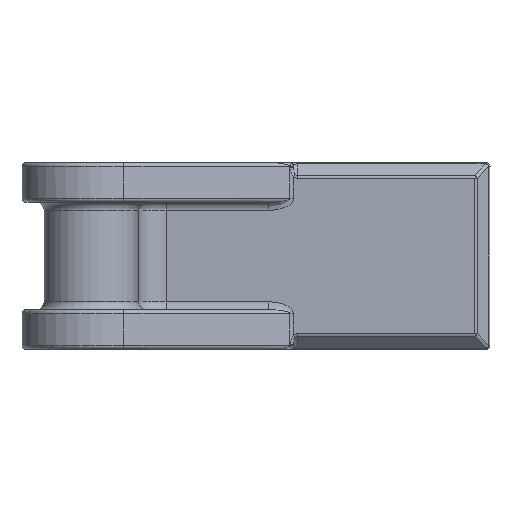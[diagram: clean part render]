
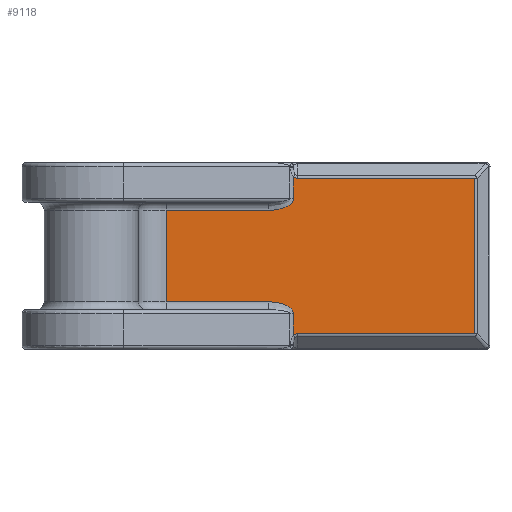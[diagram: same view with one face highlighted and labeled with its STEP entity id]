
A CAD part, left-side view. The second image highlights one B-rep face of the part: STEP entity #9118.
In plain terms, the highlighted planar face has unit normal (-1, 0, 0).
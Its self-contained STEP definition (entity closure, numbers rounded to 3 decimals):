
#704 = EDGE_CURVE ( 'NONE', #11046, #9590, #11098, .T. ) ;
#1063 = ORIENTED_EDGE ( 'NONE', *, *, #1773, .T. ) ;
#1076 = CARTESIAN_POINT ( 'NONE',  ( 5.459, -6.116, -11.5 ) ) ;
#1198 = CARTESIAN_POINT ( 'NONE',  ( 5.458, -38.171, -14.5 ) ) ;
#1306 = ORIENTED_EDGE ( 'NONE', *, *, #17298, .T. ) ;
#1421 = VERTEX_POINT ( 'NONE', #16417 ) ;
#1448 = CARTESIAN_POINT ( 'NONE',  ( 5.458, -38.171, -14.5 ) ) ;
#1514 =( BOUNDED_CURVE ( )  B_SPLINE_CURVE ( 3, ( #7287, #8609, #2000, #10141 ),
 .UNSPECIFIED., .F., .F. ) 
 B_SPLINE_CURVE_WITH_KNOTS ( ( 4, 4 ),
 ( 2.618, 3.142 ),
 .UNSPECIFIED. ) 
 CURVE ( )  GEOMETRIC_REPRESENTATION_ITEM ( )  RATIONAL_B_SPLINE_CURVE ( ( 1., 0.977, 0.977, 1. ) ) 
 REPRESENTATION_ITEM ( '' )  );
#1543 = VERTEX_POINT ( 'NONE', #13046 ) ;
#1620 = ORIENTED_EDGE ( 'NONE', *, *, #704, .T. ) ;
#1773 = EDGE_CURVE ( 'NONE', #1421, #7761, #11278, .T. ) ;
#2000 = CARTESIAN_POINT ( 'NONE',  ( 5.458, -38.817, -19.586 ) ) ;
#2301 = CARTESIAN_POINT ( 'NONE',  ( 5.458, -39.171, 19.586 ) ) ;
#2335 = ORIENTED_EDGE ( 'NONE', *, *, #4255, .T. ) ;
#2664 = CARTESIAN_POINT ( 'NONE',  ( 5.458, -37.666, -11.5 ) ) ;
#2751 = CARTESIAN_POINT ( 'NONE',  ( 5.458, -38.171, 14.5 ) ) ;
#2934 = CARTESIAN_POINT ( 'NONE',  ( 5.458, -38.171, 19.965 ) ) ;
#3001 = EDGE_CURVE ( 'NONE', #11363, #15819, #4644, .T. ) ;
#3002 = CARTESIAN_POINT ( 'NONE',  ( 5.458, -38.817, 19.586 ) ) ;
#3035 = VECTOR ( 'NONE', #9023, 1000. ) ;
#3550 = ORIENTED_EDGE ( 'NONE', *, *, #5824, .T. ) ;
#3582 = LINE ( 'NONE', #7054, #9127 ) ;
#3713 = DIRECTION ( 'NONE',  ( 0., 1., 0. ) ) ;
#3874 = LINE ( 'NONE', #11539, #9642 ) ;
#4255 = EDGE_CURVE ( 'NONE', #7761, #10206, #8028, .T. ) ;
#4414 = CARTESIAN_POINT ( 'NONE',  ( 5.458, -37.666, 11.5 ) ) ;
#4430 = DIRECTION ( 'NONE',  ( 0., -1., 0. ) ) ;
#4488 = EDGE_CURVE ( 'NONE', #5963, #10393, #11742, .T. ) ;
#4644 =( BOUNDED_CURVE ( )  B_SPLINE_CURVE ( 3, ( #2751, #6780, #10914, #17496 ),
 .UNSPECIFIED., .F., .F. ) 
 B_SPLINE_CURVE_WITH_KNOTS ( ( 4, 4 ),
 ( 0., 1.571 ),
 .UNSPECIFIED. ) 
 CURVE ( )  GEOMETRIC_REPRESENTATION_ITEM ( )  RATIONAL_B_SPLINE_CURVE ( ( 1., 0.805, 0.805, 1. ) ) 
 REPRESENTATION_ITEM ( '' )  );
#5116 = EDGE_CURVE ( 'NONE', #10206, #5963, #17431, .T. ) ;
#5185 = VERTEX_POINT ( 'NONE', #7253 ) ;
#5454 = DIRECTION ( 'NONE',  ( 0., -1., 0. ) ) ;
#5643 = CARTESIAN_POINT ( 'NONE',  ( 5.458, -37.666, 19.586 ) ) ;
#5824 = EDGE_CURVE ( 'NONE', #10393, #11363, #8985, .T. ) ;
#5963 = VERTEX_POINT ( 'NONE', #2301 ) ;
#6145 = VECTOR ( 'NONE', #4430, 1000. ) ;
#6413 = LINE ( 'NONE', #4414, #11722 ) ;
#6711 =( BOUNDED_CURVE ( )  B_SPLINE_CURVE ( 3, ( #10911, #8352, #16337, #1448 ),
 .UNSPECIFIED., .F., .F. ) 
 B_SPLINE_CURVE_WITH_KNOTS ( ( 4, 4 ),
 ( 1.571, 3.142 ),
 .UNSPECIFIED. ) 
 CURVE ( )  GEOMETRIC_REPRESENTATION_ITEM ( )  RATIONAL_B_SPLINE_CURVE ( ( 1., 0.805, 0.805, 1. ) ) 
 REPRESENTATION_ITEM ( '' )  );
#6780 = CARTESIAN_POINT ( 'NONE',  ( 5.458, -38.171, 12.743 ) ) ;
#7054 = CARTESIAN_POINT ( 'NONE',  ( 5.459, -6.116, -20. ) ) ;
#7253 = CARTESIAN_POINT ( 'NONE',  ( 5.458, -38.171, -19.965 ) ) ;
#7287 = CARTESIAN_POINT ( 'NONE',  ( 5.458, -38.171, -19.965 ) ) ;
#7761 = VERTEX_POINT ( 'NONE', #14065 ) ;
#7774 = ORIENTED_EDGE ( 'NONE', *, *, #17419, .T. ) ;
#8028 = LINE ( 'NONE', #14168, #15657 ) ;
#8352 = CARTESIAN_POINT ( 'NONE',  ( 5.458, -35.552, -11.5 ) ) ;
#8609 = CARTESIAN_POINT ( 'NONE',  ( 5.458, -38.476, -19.715 ) ) ;
#8985 = LINE ( 'NONE', #12175, #3035 ) ;
#9023 = DIRECTION ( 'NONE',  ( 0., 0., -1. ) ) ;
#9118 = ADVANCED_FACE ( 'NONE', ( #16334 ), #11857, .F. ) ;
#9127 = VECTOR ( 'NONE', #16606, 1000. ) ;
#9495 = CARTESIAN_POINT ( 'NONE',  ( 5.458, -38.171, 19.965 ) ) ;
#9502 = VERTEX_POINT ( 'NONE', #1198 ) ;
#9543 = CARTESIAN_POINT ( 'NONE',  ( 5.458, -31.848, 11.5 ) ) ;
#9590 = VERTEX_POINT ( 'NONE', #13779 ) ;
#9642 = VECTOR ( 'NONE', #12919, 1000. ) ;
#9736 = CARTESIAN_POINT ( 'NONE',  ( 5.458, -37.666, -19.586 ) ) ;
#10141 = CARTESIAN_POINT ( 'NONE',  ( 5.458, -39.171, -19.586 ) ) ;
#10206 = VERTEX_POINT ( 'NONE', #10341 ) ;
#10341 = CARTESIAN_POINT ( 'NONE',  ( 5.456, -83.752, 19.586 ) ) ;
#10374 = ORIENTED_EDGE ( 'NONE', *, *, #3001, .T. ) ;
#10393 = VERTEX_POINT ( 'NONE', #9495 ) ;
#10559 = CARTESIAN_POINT ( 'NONE',  ( 5.458, -37.666, -20. ) ) ;
#10911 = CARTESIAN_POINT ( 'NONE',  ( 5.458, -31.848, -11.5 ) ) ;
#10914 = CARTESIAN_POINT ( 'NONE',  ( 5.458, -35.552, 11.5 ) ) ;
#11046 = VERTEX_POINT ( 'NONE', #1076 ) ;
#11098 = LINE ( 'NONE', #2664, #11501 ) ;
#11278 = LINE ( 'NONE', #9736, #6145 ) ;
#11363 = VERTEX_POINT ( 'NONE', #15718 ) ;
#11478 = AXIS2_PLACEMENT_3D ( 'NONE', #10559, #17503, #3713 ) ;
#11501 = VECTOR ( 'NONE', #5454, 1000. ) ;
#11539 = CARTESIAN_POINT ( 'NONE',  ( 5.458, -38.171, -20. ) ) ;
#11722 = VECTOR ( 'NONE', #16626, 1000. ) ;
#11742 =( BOUNDED_CURVE ( )  B_SPLINE_CURVE ( 3, ( #16463, #3002, #15340, #2934 ),
 .UNSPECIFIED., .F., .T. ) 
 B_SPLINE_CURVE_WITH_KNOTS ( ( 4, 4 ),
 ( 3.142, 3.665 ),
 .UNSPECIFIED. ) 
 CURVE ( )  GEOMETRIC_REPRESENTATION_ITEM ( )  RATIONAL_B_SPLINE_CURVE ( ( 1., 0.977, 0.977, 1. ) ) 
 REPRESENTATION_ITEM ( '' )  );
#11800 = ORIENTED_EDGE ( 'NONE', *, *, #17497, .T. ) ;
#11857 = PLANE ( 'NONE',  #11478 ) ;
#11897 = ORIENTED_EDGE ( 'NONE', *, *, #5116, .T. ) ;
#12175 = CARTESIAN_POINT ( 'NONE',  ( 5.458, -38.171, 14.5 ) ) ;
#12269 = EDGE_LOOP ( 'NONE', ( #11897, #14009, #3550, #10374, #7774, #15326, #1620, #1306, #11800, #15691, #1063, #2335 ) ) ;
#12919 = DIRECTION ( 'NONE',  ( 0., 0., -1. ) ) ;
#13046 = CARTESIAN_POINT ( 'NONE',  ( 5.459, -6.116, 11.5 ) ) ;
#13779 = CARTESIAN_POINT ( 'NONE',  ( 5.458, -31.848, -11.5 ) ) ;
#14009 = ORIENTED_EDGE ( 'NONE', *, *, #4488, .T. ) ;
#14065 = CARTESIAN_POINT ( 'NONE',  ( 5.456, -83.752, -19.586 ) ) ;
#14168 = CARTESIAN_POINT ( 'NONE',  ( 5.456, -83.752, -20. ) ) ;
#15326 = ORIENTED_EDGE ( 'NONE', *, *, #16619, .F. ) ;
#15340 = CARTESIAN_POINT ( 'NONE',  ( 5.458, -38.476, 19.715 ) ) ;
#15535 = DIRECTION ( 'NONE',  ( 0., 0., 1. ) ) ;
#15657 = VECTOR ( 'NONE', #15535, 1000. ) ;
#15691 = ORIENTED_EDGE ( 'NONE', *, *, #17066, .T. ) ;
#15718 = CARTESIAN_POINT ( 'NONE',  ( 5.458, -38.171, 14.5 ) ) ;
#15819 = VERTEX_POINT ( 'NONE', #9543 ) ;
#16334 = FACE_OUTER_BOUND ( 'NONE', #12269, .T. ) ;
#16337 = CARTESIAN_POINT ( 'NONE',  ( 5.458, -38.171, -12.743 ) ) ;
#16417 = CARTESIAN_POINT ( 'NONE',  ( 5.458, -39.171, -19.586 ) ) ;
#16463 = CARTESIAN_POINT ( 'NONE',  ( 5.458, -39.171, 19.586 ) ) ;
#16606 = DIRECTION ( 'NONE',  ( 0., 0., 1. ) ) ;
#16619 = EDGE_CURVE ( 'NONE', #11046, #1543, #3582, .T. ) ;
#16626 = DIRECTION ( 'NONE',  ( 0., 1., 0. ) ) ;
#17066 = EDGE_CURVE ( 'NONE', #5185, #1421, #1514, .T. ) ;
#17221 = VECTOR ( 'NONE', #17596, 1000. ) ;
#17298 = EDGE_CURVE ( 'NONE', #9590, #9502, #6711, .T. ) ;
#17419 = EDGE_CURVE ( 'NONE', #15819, #1543, #6413, .T. ) ;
#17431 = LINE ( 'NONE', #5643, #17221 ) ;
#17496 = CARTESIAN_POINT ( 'NONE',  ( 5.458, -31.848, 11.5 ) ) ;
#17497 = EDGE_CURVE ( 'NONE', #9502, #5185, #3874, .T. ) ;
#17503 = DIRECTION ( 'NONE',  ( 1., 0., 0. ) ) ;
#17596 = DIRECTION ( 'NONE',  ( 0., 1., 0. ) ) ;
